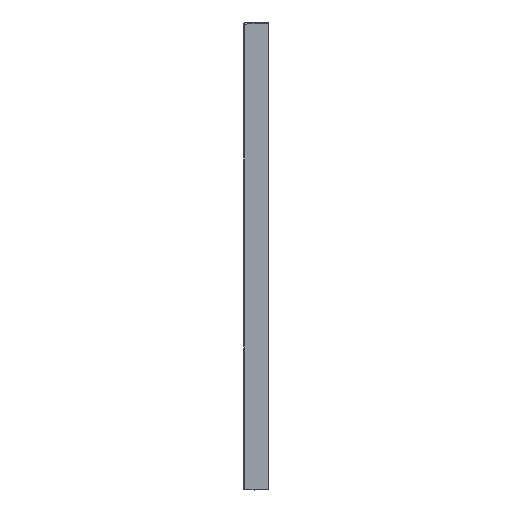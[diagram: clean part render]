
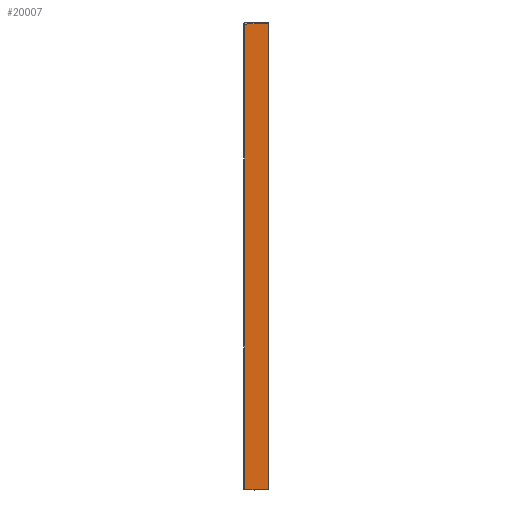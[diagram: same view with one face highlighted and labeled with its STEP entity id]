
A CAD part, left-side view. The second image highlights one B-rep face of the part: STEP entity #20007.
In plain terms, the highlighted planar face has unit normal (-0.999, 0.035, 0).
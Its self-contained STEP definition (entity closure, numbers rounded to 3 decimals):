
#407=DIRECTION('',(-0.035,-0.999,0.));
#408=VECTOR('',#407,38.058);
#409=CARTESIAN_POINT('',(-698.674,-1.965,
-312.5));
#410=LINE('',#409,#408);
#743=CARTESIAN_POINT('',(-700.,-40.,435.501));
#745=CARTESIAN_POINT('',(-698.67,-1.986,
-252.5));
#746=CARTESIAN_POINT('',(-698.67,-1.986,
-221.007));
#747=CARTESIAN_POINT('',(-698.673,-1.97,
-158.127));
#748=CARTESIAN_POINT('',(-698.67,-1.933,
-61.461));
#749=CARTESIAN_POINT('',(-698.67,-1.924,3.713));
#750=CARTESIAN_POINT('',(-698.671,-1.93,37.5));
#752=DIRECTION('',(0.,0.,1.));
#753=VECTOR('',#752,290.);
#754=CARTESIAN_POINT('',(-698.671,-1.93,37.5));
#755=LINE('',#754,#753);
#756=CARTESIAN_POINT('',(-698.673,-1.986,327.5));
#757=CARTESIAN_POINT('',(-698.673,-1.986,339.368));
#758=CARTESIAN_POINT('',(-698.672,-1.98,362.925));
#759=CARTESIAN_POINT('',(-698.672,-1.959,398.482));
#760=CARTESIAN_POINT('',(-698.671,-1.941,422.171));
#761=CARTESIAN_POINT('',(-698.671,-1.932,434.172));
#763=DIRECTION('',(-0.035,-0.999,0.035));
#764=VECTOR('',#763,38.115);
#765=CARTESIAN_POINT('',(-698.671,-1.932,434.172));
#766=LINE('',#765,#764);
#767=DIRECTION('',(0.,0.,-1.));
#768=VECTOR('',#767,748.001);
#769=CARTESIAN_POINT('',(-700.,-40.,435.501));
#770=LINE('',#769,#768);
#786=DIRECTION('',(0.,0.,-1.));
#787=VECTOR('',#786,60.);
#788=CARTESIAN_POINT('',(-698.67,-1.986,
-252.5));
#789=LINE('',#788,#787);
#17589=CARTESIAN_POINT('',(-700.,-40.,-312.5));
#17590=VERTEX_POINT('',#17589);
#18794=CARTESIAN_POINT('',(-698.671,-1.932,
434.172));
#18795=VERTEX_POINT('',#18794);
#18796=VERTEX_POINT('',#743);
#18797=CARTESIAN_POINT('',(-698.674,-1.965,
-312.5));
#18798=VERTEX_POINT('',#18797);
#18799=CARTESIAN_POINT('',(-698.67,-1.986,
-252.5));
#18800=VERTEX_POINT('',#18799);
#18801=VERTEX_POINT('',#750);
#18802=CARTESIAN_POINT('',(-698.673,-1.986,
327.5));
#18803=VERTEX_POINT('',#18802);
#19989=CARTESIAN_POINT('',(-699.335,-20.964,
61.501));
#19990=DIRECTION('',(0.999,-0.035,0.));
#19991=DIRECTION('',(0.035,0.999,0.));
#19992=AXIS2_PLACEMENT_3D('',#19989,#19990,#19991);
#19993=PLANE('',#19992);
#19994=ORIENTED_EDGE('',*,*,#19408,.F.);
#19996=ORIENTED_EDGE('',*,*,#19995,.F.);
#19998=ORIENTED_EDGE('',*,*,#19997,.T.);
#20000=ORIENTED_EDGE('',*,*,#19999,.T.);
#20002=ORIENTED_EDGE('',*,*,#20001,.T.);
#20003=ORIENTED_EDGE('',*,*,#19982,.T.);
#20004=ORIENTED_EDGE('',*,*,#19283,.T.);
#20005=EDGE_LOOP('',(#19994,#19996,#19998,#20000,#20002,#20003,#20004));
#20006=FACE_OUTER_BOUND('',#20005,.F.);
#20007=ADVANCED_FACE('',(#20006),#19993,.F.);
#751=B_SPLINE_CURVE_WITH_KNOTS('',3,(#745,#746,#747,#748,#749,#750),
.UNSPECIFIED.,.F.,.F.,(4,1,1,4),(0.,0.326,0.65,1.),
.UNSPECIFIED.);
#762=B_SPLINE_CURVE_WITH_KNOTS('',3,(#756,#757,#758,#759,#760,#761),
.UNSPECIFIED.,.F.,.F.,(4,1,1,4),(0.,0.334,0.662,1.),
.UNSPECIFIED.);
#19283=EDGE_CURVE('',#18796,#17590,#770,.T.);
#19408=EDGE_CURVE('',#18798,#17590,#410,.T.);
#19982=EDGE_CURVE('',#18795,#18796,#766,.T.);
#19995=EDGE_CURVE('',#18800,#18798,#789,.T.);
#19997=EDGE_CURVE('',#18800,#18801,#751,.T.);
#19999=EDGE_CURVE('',#18801,#18803,#755,.T.);
#20001=EDGE_CURVE('',#18803,#18795,#762,.T.);
